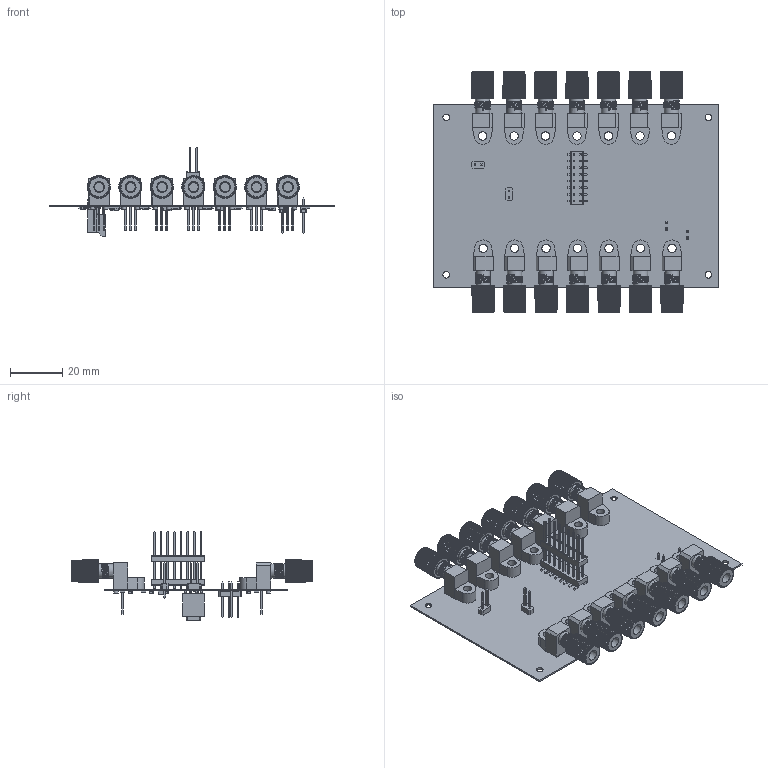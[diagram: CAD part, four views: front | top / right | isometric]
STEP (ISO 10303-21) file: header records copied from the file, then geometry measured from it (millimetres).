
FILE_DESCRIPTION(('Open CASCADE Model'),'2;1');
FILE_NAME('Open CASCADE Shape Model','2021-09-27T13:54:47',('Author'),( 'Open CASCADE'),'Open CASCADE STEP processor 6.8','Open CASCADE 6.8' ,'Unknown');
FILE_SCHEMA(('AUTOMOTIVE_DESIGN { 1 0 10303 214 1 1 1 1 }'));
Length unit declared in the file: millimetre
Products named in the file (92): PCB; Board; Open CASCADE STEP translator 6.8 2.1.1; I_Test; PRPC001DFAN-RC; Dual_TH_with_end_bump_format; V_Filter; Output_Test; Input_Test; 100nF14; Cap_KEMET_C0805C472J3HAC_eec; 100nF13; 100nF12; 100nF11; 100nF10; 100nF9; 100nF8; 100nF7; 100nF6; 100nF5; 100nF4; 100nF3; 100nF2; 100nF1; R14; 6007459408; Extruded; 6007460528; 03R13; 03R12; 03R11; 03R10; 03R9; 03R8; 03R7; 03R6; 03R5; 03R4; 03R3; 03R2 ...
Assembly tree (195 placements, depth 4):
  PCB
    Board
      Open CASCADE STEP translator 6.8 2.1.1
    I_Test
      PRPC001DFAN-RC
        Dual_TH_with_end_bump_format
    V_Filter
      PRPC001DFAN-RC
        Dual_TH_with_end_bump_format
    Output_Test
      PRPC001DFAN-RC
        Dual_TH_with_end_bump_format
    Input_Test
      PRPC001DFAN-RC
        Dual_TH_with_end_bump_format
    100nF14
      Cap_KEMET_C0805C472J3HAC_eec
      Cap_KEMET_C0805C472J3HAC_eec
      Cap_KEMET_C0805C472J3HAC_eec
    100nF13
      Cap_KEMET_C0805C472J3HAC_eec
      Cap_KEMET_C0805C472J3HAC_eec
      Cap_KEMET_C0805C472J3HAC_eec
    100nF12
      Cap_KEMET_C0805C472J3HAC_eec
      Cap_KEMET_C0805C472J3HAC_eec
      Cap_KEMET_C0805C472J3HAC_eec
    100nF11
      Cap_KEMET_C0805C472J3HAC_eec
      Cap_KEMET_C0805C472J3HAC_eec
      Cap_KEMET_C0805C472J3HAC_eec
    100nF10
      Cap_KEMET_C0805C472J3HAC_eec
      Cap_KEMET_C0805C472J3HAC_eec
      Cap_KEMET_C0805C472J3HAC_eec
    100nF9
      Cap_KEMET_C0805C472J3HAC_eec
      Cap_KEMET_C0805C472J3HAC_eec
      Cap_KEMET_C0805C472J3HAC_eec
    100nF8
      Cap_KEMET_C0805C472J3HAC_eec
      Cap_KEMET_C0805C472J3HAC_eec
      Cap_KEMET_C0805C472J3HAC_eec
    100nF7
      Cap_KEMET_C0805C472J3HAC_eec
      Cap_KEMET_C0805C472J3HAC_eec
      Cap_KEMET_C0805C472J3HAC_eec
    100nF6
      Cap_KEMET_C0805C472J3HAC_eec
      Cap_KEMET_C0805C472J3HAC_eec
      Cap_KEMET_C0805C472J3HAC_eec
    100nF5
      Cap_KEMET_C0805C472J3HAC_eec
      Cap_KEMET_C0805C472J3HAC_eec
      Cap_KEMET_C0805C472J3HAC_eec
    100nF4
      Cap_KEMET_C0805C472J3HAC_eec
      Cap_KEMET_C0805C472J3HAC_eec
      Cap_KEMET_C0805C472J3HAC_eec
    100nF3
Bounding box: 109 x 91.98 x 33.78 mm (x, y, z)
Volume: 21893.6 mm3; surface area: 38751.1 mm2
Topology: 186 solids, 186 shells, 7682 faces, 30946 edges, 33948 vertices
Faces by surface type: plane 3815, bspline 1971, cone 868, cylinder 766, sphere 248, torus 14
Full cylindrical faces by diameter (mm): 1 x8, 1.575 x28, 2 x28, 2.5 x4, 3.15 x14, 3.175 x14, 3.556 x14, 3.607 x14, 4.115 x14, 5.461 x56, 6.223 x14
Entity records: 66089 total; most frequent: CARTESIAN_POINT 18059, ORIENTED_EDGE 8806, DIRECTION 7460, EDGE_CURVE 4403, LINE 3162, VECTOR 3162, VERTEX_POINT 2861, AXIS2_PLACEMENT_3D 2149
